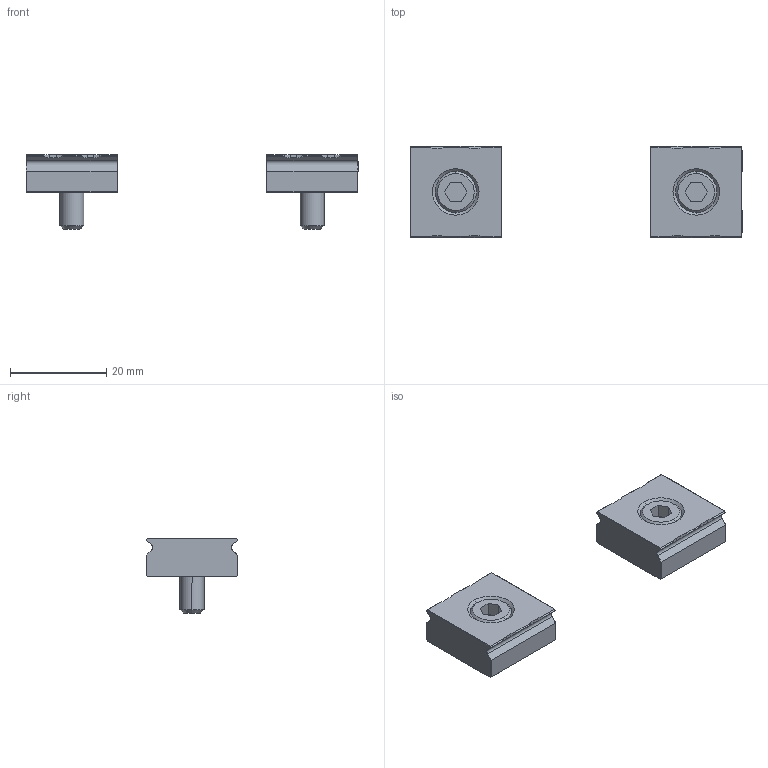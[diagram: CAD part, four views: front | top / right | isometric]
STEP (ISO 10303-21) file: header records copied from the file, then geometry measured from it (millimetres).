
FILE_DESCRIPTION (( 'STEP AP203' ), '1' );
FILE_NAME ('mbvg1919g.STEP', '2021-10-26T02:40:52', ( '' ), ( '' ), 'SwSTEP 2.0', 'SolidWorks 2020', '' );
FILE_SCHEMA (( 'CONFIG_CONTROL_DESIGN' ));
Length unit declared in the file: millimetre
Products named in the file (3): mbvg1919g_01; mbvg1919g; mbvg1919g_02
Assembly tree (2 placements, depth 2):
  mbvg1919g
    mbvg1919g_01
    mbvg1919g_02
Bounding box: 69.05 x 19.05 x 15.56 mm (x, y, z)
Volume: 5753 mm3; surface area: 3606.7 mm2
Topology: 2 solids, 2 shells, 194 faces, 476 edges, 292 vertices
Faces by surface type: cylinder 88, plane 78, bspline 16, cone 12
Entity records: 6101 total; most frequent: CARTESIAN_POINT 1525, ORIENTED_EDGE 944, DIRECTION 850, EDGE_CURVE 472, VERTEX_POINT 292, AXIS2_PLACEMENT_3D 291, LINE 268, VECTOR 268
